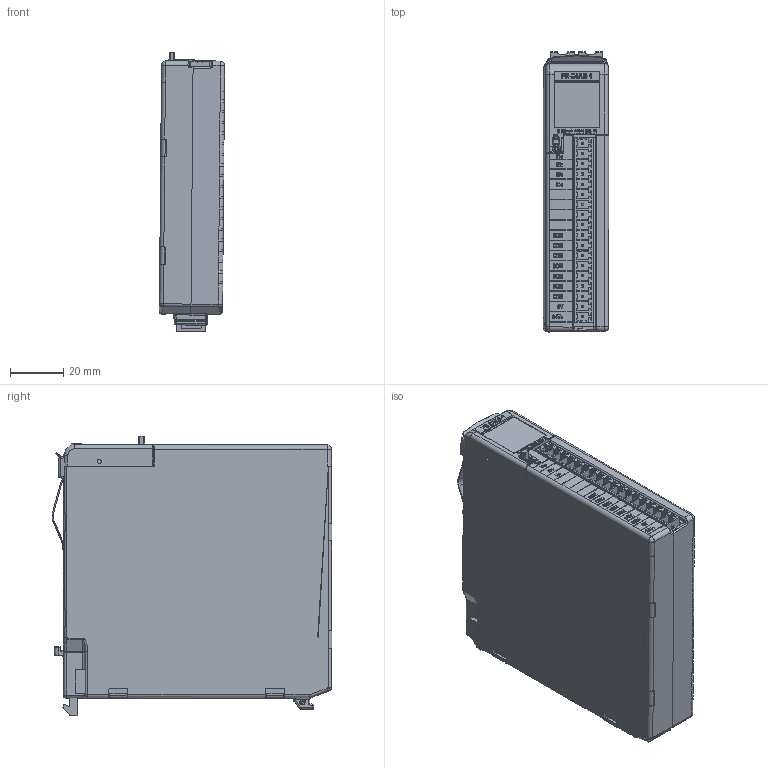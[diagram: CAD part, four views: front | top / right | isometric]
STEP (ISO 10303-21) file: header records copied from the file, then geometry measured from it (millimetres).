
FILE_DESCRIPTION (( 'STEP AP214' ), '1' );
FILE_NAME ('P2-04AD-1 ext 1 comb 2 fXT B ext comb fXTc.STEP', '2020-05-19T22:59:56', ( '' ), ( '' ), 'SwSTEP 2.0', 'SolidWorks 2017', '' );
FILE_SCHEMA (( 'AUTOMOTIVE_DESIGN' ));
Length unit declared in the file: inch
Products named in the file (1): P2-04AD-1 ext 1 comb 2 fXT B ext comb fXTc
Bounding box: 24.41 x 104.63 x 104.45 mm (x, y, z)
Volume: 209253 mm3; surface area: 41105.8 mm2
Topology: 4 solids, 7 shells, 3452 faces, 9676 edges, 6364 vertices
Faces by surface type: plane 2199, cylinder 561, bspline 541, cone 75, torus 46, sphere 30
Entity records: 150979 total; most frequent: CARTESIAN_POINT 59216, ORIENTED_EDGE 19306, DIRECTION 13011, EDGE_CURVE 9653, VERTEX_POINT 6362, LINE 6191, VECTOR 6191, EDGE_LOOP 3669
